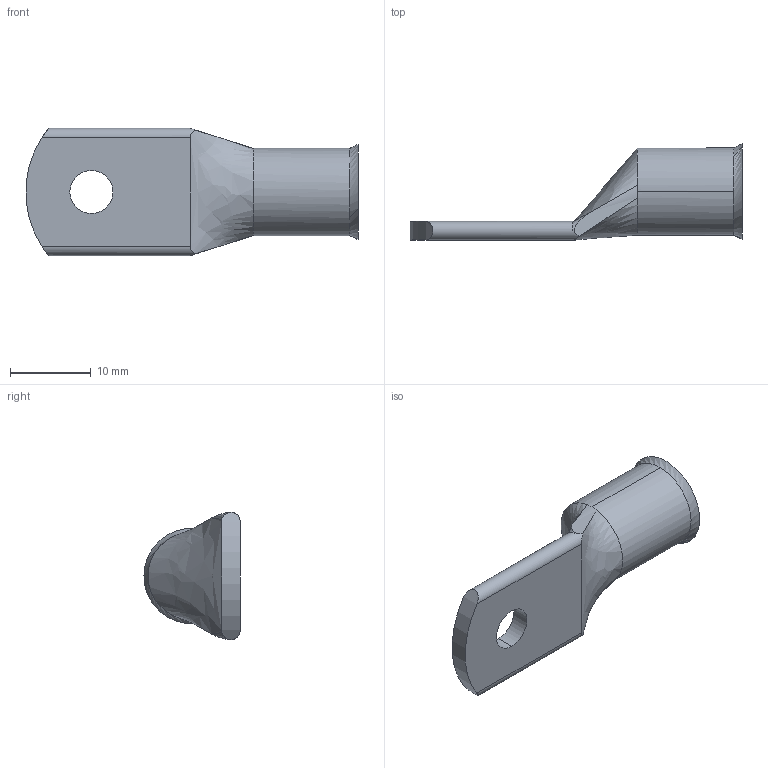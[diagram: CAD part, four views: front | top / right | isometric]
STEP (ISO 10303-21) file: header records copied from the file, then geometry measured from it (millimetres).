
FILE_DESCRIPTION (( 'STEP AP214' ), '1' );
FILE_NAME ('MD0210P.STEP', '2022-06-27T11:10:37', ( '' ), ( '' ), 'SwSTEP 2.0', 'SolidWorks 2021', '' );
FILE_SCHEMA (( 'AUTOMOTIVE_DESIGN' ));
Length unit declared in the file: inch
Products named in the file (1): MD0210P
Bounding box: 41.04 x 11.88 x 15.75 mm (x, y, z)
Volume: 1380.6 mm3; surface area: 2030 mm2
Topology: 1 solids, 1 shells, 29 faces, 79 edges, 53 vertices
Faces by surface type: bspline 12, cylinder 10, plane 5, cone 2
Entity records: 4334 total; most frequent: CARTESIAN_POINT 3637, ORIENTED_EDGE 158, DIRECTION 103, EDGE_CURVE 79, VERTEX_POINT 53, AXIS2_PLACEMENT_3D 40, B_SPLINE_CURVE_WITH_KNOTS 34, EDGE_LOOP 32
